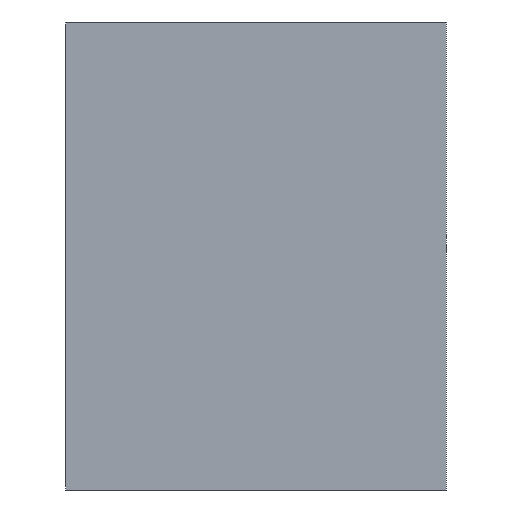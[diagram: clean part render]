
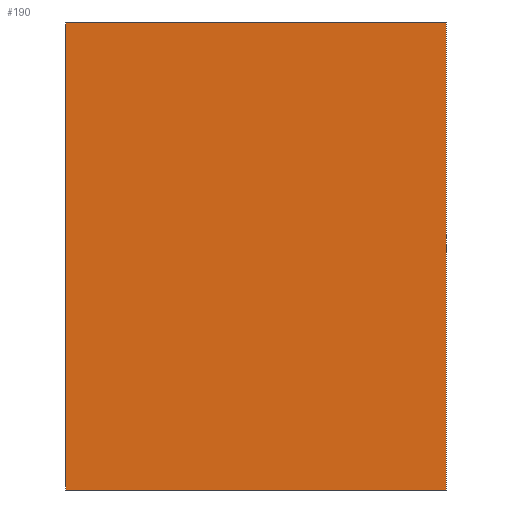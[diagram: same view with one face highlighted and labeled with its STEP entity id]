
A CAD part, left-side view. The second image highlights one B-rep face of the part: STEP entity #190.
In plain terms, the highlighted planar face has unit normal (-1, 0, 0).
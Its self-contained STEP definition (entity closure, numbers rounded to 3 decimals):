
#20=FACE_OUTER_BOUND('',#31,.T.);
#31=EDGE_LOOP('',(#143,#144,#145,#146));
#51=LINE('',#298,#75);
#52=LINE('',#300,#76);
#53=LINE('',#302,#77);
#54=LINE('',#303,#78);
#75=VECTOR('',#246,10.);
#76=VECTOR('',#247,10.);
#77=VECTOR('',#248,10.);
#78=VECTOR('',#249,10.);
#95=VERTEX_POINT('',#296);
#96=VERTEX_POINT('',#297);
#97=VERTEX_POINT('',#299);
#98=VERTEX_POINT('',#301);
#115=EDGE_CURVE('',#95,#96,#51,.T.);
#116=EDGE_CURVE('',#95,#97,#52,.T.);
#117=EDGE_CURVE('',#98,#97,#53,.T.);
#118=EDGE_CURVE('',#96,#98,#54,.T.);
#143=ORIENTED_EDGE('',*,*,#115,.F.);
#144=ORIENTED_EDGE('',*,*,#116,.T.);
#145=ORIENTED_EDGE('',*,*,#117,.F.);
#146=ORIENTED_EDGE('',*,*,#118,.F.);
#179=PLANE('',#215);
#190=ADVANCED_FACE('',(#20),#179,.T.);
#215=AXIS2_PLACEMENT_3D('',#295,#244,#245);
#244=DIRECTION('center_axis',(-1.,0.,0.));
#245=DIRECTION('ref_axis',(0.,0.,1.));
#246=DIRECTION('',(0.,0.,-1.));
#247=DIRECTION('',(0.,1.,0.));
#248=DIRECTION('',(0.,0.,1.));
#249=DIRECTION('',(0.,1.,0.));
#295=CARTESIAN_POINT('Origin',(-43.786,0.,-29.416));
#296=CARTESIAN_POINT('',(-43.786,0.,101.084));
#297=CARTESIAN_POINT('',(-43.786,0.,-29.416));
#298=CARTESIAN_POINT('',(-43.786,0.,101.084));
#299=CARTESIAN_POINT('',(-43.786,106.,101.084));
#300=CARTESIAN_POINT('',(-43.786,0.,101.084));
#301=CARTESIAN_POINT('',(-43.786,106.,-29.416));
#302=CARTESIAN_POINT('',(-43.786,106.,101.084));
#303=CARTESIAN_POINT('',(-43.786,0.,-29.416));
